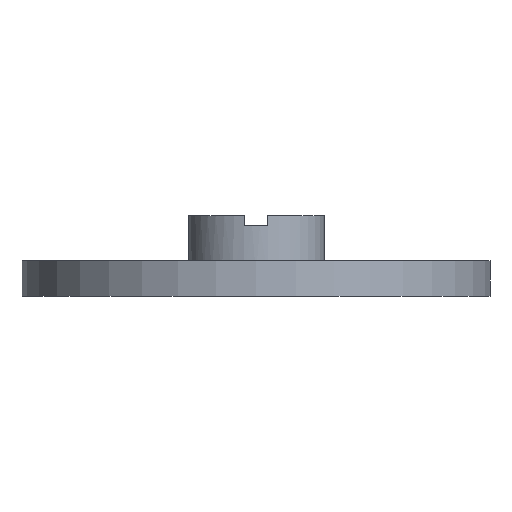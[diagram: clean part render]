
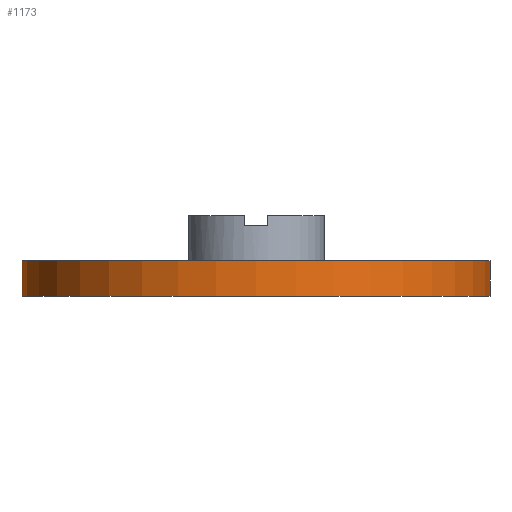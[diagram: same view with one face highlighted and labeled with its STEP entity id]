
A CAD part, front view. The second image highlights one B-rep face of the part: STEP entity #1173.
In plain terms, the highlighted cylindrical face has radius 22.95 mm (diameter 45.9 mm), a partial arc.
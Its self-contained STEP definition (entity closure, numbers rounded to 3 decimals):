
#67=CIRCLE('',#1292,22.95);
#69=CIRCLE('',#1296,22.95);
#92=CYLINDRICAL_SURFACE('',#1300,22.95);
#151=FACE_OUTER_BOUND('',#213,.T.);
#213=EDGE_LOOP('',(#1033,#1034,#1035,#1036));
#314=LINE('',#1941,#431);
#332=LINE('',#1977,#449);
#431=VECTOR('',#1585,10.);
#449=VECTOR('',#1613,10.);
#550=VERTEX_POINT('',#1938);
#551=VERTEX_POINT('',#1940);
#563=VERTEX_POINT('',#1974);
#564=VERTEX_POINT('',#1976);
#708=EDGE_CURVE('',#551,#550,#314,.T.);
#726=EDGE_CURVE('',#564,#563,#332,.T.);
#731=EDGE_CURVE('',#550,#564,#67,.T.);
#733=EDGE_CURVE('',#551,#563,#69,.T.);
#1033=ORIENTED_EDGE('',*,*,#708,.T.);
#1034=ORIENTED_EDGE('',*,*,#731,.T.);
#1035=ORIENTED_EDGE('',*,*,#726,.T.);
#1036=ORIENTED_EDGE('',*,*,#733,.F.);
#1173=ADVANCED_FACE('',(#151),#92,.T.);
#1292=AXIS2_PLACEMENT_3D('',#1985,#1627,#1628);
#1296=AXIS2_PLACEMENT_3D('',#1989,#1635,#1636);
#1300=AXIS2_PLACEMENT_3D('',#1993,#1643,#1644);
#1585=DIRECTION('',(0.,0.,-1.));
#1613=DIRECTION('',(0.,0.,1.));
#1627=DIRECTION('center_axis',(0.,0.,1.));
#1628=DIRECTION('ref_axis',(1.,0.,0.));
#1635=DIRECTION('center_axis',(0.,0.,1.));
#1636=DIRECTION('ref_axis',(1.,0.,0.));
#1643=DIRECTION('center_axis',(0.,0.,1.));
#1644=DIRECTION('ref_axis',(1.,0.,0.));
#1938=CARTESIAN_POINT('',(-22.928,-1.,0.));
#1940=CARTESIAN_POINT('',(-22.928,-1.,3.5));
#1941=CARTESIAN_POINT('',(-22.928,-1.,0.));
#1974=CARTESIAN_POINT('',(22.928,-1.,3.5));
#1976=CARTESIAN_POINT('',(22.928,-1.,0.));
#1977=CARTESIAN_POINT('',(22.928,-1.,0.));
#1985=CARTESIAN_POINT('Origin',(0.,0.,0.));
#1989=CARTESIAN_POINT('Origin',(0.,0.,3.5));
#1993=CARTESIAN_POINT('Origin',(0.,0.,0.));
